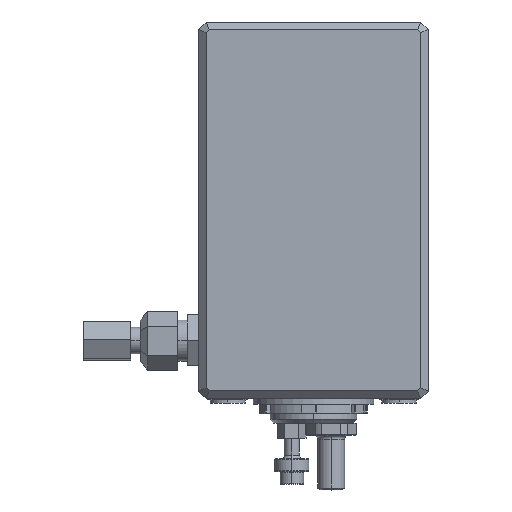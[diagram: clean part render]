
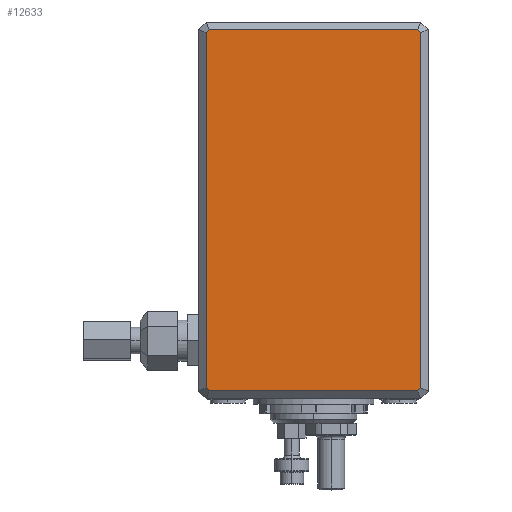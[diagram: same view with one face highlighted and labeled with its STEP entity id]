
A CAD part, top view. The second image highlights one B-rep face of the part: STEP entity #12633.
In plain terms, the highlighted planar face has unit normal (0, 0, 1).
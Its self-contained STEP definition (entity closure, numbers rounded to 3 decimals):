
#1377 = LINE ( 'NONE', #2398, #1379 ) ;
#1379 = VECTOR ( 'NONE', #2395, 1000. ) ;
#1417 = LINE ( 'NONE', #2472, #1420 ) ;
#1420 = VECTOR ( 'NONE', #2473, 1000. ) ;
#1445 = LINE ( 'NONE', #2499, #1447 ) ;
#1447 = VECTOR ( 'NONE', #2500, 1000. ) ;
#1448 = LINE ( 'NONE', #2513, #1451 ) ;
#1451 = VECTOR ( 'NONE', #2514, 1000. ) ;
#1471 = LINE ( 'NONE', #2526, #1473 ) ;
#1472 = LINE ( 'NONE', #2541, #1475 ) ;
#1473 = VECTOR ( 'NONE', #2521, 1000. ) ;
#1475 = VECTOR ( 'NONE', #2542, 1000. ) ;
#1476 = LINE ( 'NONE', #2536, #1478 ) ;
#1478 = VECTOR ( 'NONE', #2537, 1000. ) ;
#1784 = LINE ( 'NONE', #2940, #1789 ) ;
#1789 = VECTOR ( 'NONE', #2942, 1000. ) ;
#2395 = DIRECTION ( 'NONE',  ( 0., 1., 0. ) ) ;
#2398 = CARTESIAN_POINT ( 'NONE',  ( 57., 0., 86.5 ) ) ;
#2472 = CARTESIAN_POINT ( 'NONE',  ( 75.672, 75.672, 86.5 ) ) ;
#2473 = DIRECTION ( 'NONE',  ( -0.707, 0.707, 0. ) ) ;
#2499 = CARTESIAN_POINT ( 'NONE',  ( 75.672, -75.672, 86.5 ) ) ;
#2500 = DIRECTION ( 'NONE',  ( 0.707, 0.707, 0. ) ) ;
#2513 = CARTESIAN_POINT ( 'NONE',  ( 0., -96., 86.5 ) ) ;
#2514 = DIRECTION ( 'NONE',  ( 1., 0., 0. ) ) ;
#2521 = DIRECTION ( 'NONE',  ( 0.707, -0.707, 0. ) ) ;
#2526 = CARTESIAN_POINT ( 'NONE',  ( -75.672, -75.672, 86.5 ) ) ;
#2536 = CARTESIAN_POINT ( 'NONE',  ( -57., 0., 86.5 ) ) ;
#2537 = DIRECTION ( 'NONE',  ( 0., -1., 0. ) ) ;
#2541 = CARTESIAN_POINT ( 'NONE',  ( -75.672, 75.672, 86.5 ) ) ;
#2542 = DIRECTION ( 'NONE',  ( -0.707, -0.707, 0. ) ) ;
#2940 = CARTESIAN_POINT ( 'NONE',  ( 0., 96., 86.5 ) ) ;
#2942 = DIRECTION ( 'NONE',  ( -1., 0., 0. ) ) ;
#3119 = CARTESIAN_POINT ( 'NONE',  ( -55.343, 96., 86.5 ) ) ;
#3129 = CARTESIAN_POINT ( 'NONE',  ( 55.343, 96., 86.5 ) ) ;
#3233 = CARTESIAN_POINT ( 'NONE',  ( 55.343, -96., 86.5 ) ) ;
#3234 = CARTESIAN_POINT ( 'NONE',  ( -57., -94.343, 86.5 ) ) ;
#3239 = CARTESIAN_POINT ( 'NONE',  ( 57., 94.343, 86.5 ) ) ;
#3243 = CARTESIAN_POINT ( 'NONE',  ( -57., 94.343, 86.5 ) ) ;
#3244 = CARTESIAN_POINT ( 'NONE',  ( -55.343, -96., 86.5 ) ) ;
#3245 = CARTESIAN_POINT ( 'NONE',  ( 57., -94.343, 86.5 ) ) ;
#7797 = FACE_OUTER_BOUND ( 'NONE', #11065, .T. ) ;
#8316 = AXIS2_PLACEMENT_3D ( 'NONE', #8564, #8569, #8570 ) ;
#8562 = PLANE ( 'NONE',  #8316 ) ;
#8564 = CARTESIAN_POINT ( 'NONE',  ( 0., 0., 86.5 ) ) ;
#8569 = DIRECTION ( 'NONE',  ( 0., 0., -1. ) ) ;
#8570 = DIRECTION ( 'NONE',  ( -1., 0., 0. ) ) ;
#10112 = EDGE_CURVE ( 'NONE', #11551, #11552, #1377, .T. ) ;
#10144 = EDGE_CURVE ( 'NONE', #11552, #10805, #1417, .T. ) ;
#10166 = EDGE_CURVE ( 'NONE', #11550, #11551, #1445, .T. ) ;
#10169 = EDGE_CURVE ( 'NONE', #11549, #11550, #1448, .T. ) ;
#10181 = EDGE_CURVE ( 'NONE', #11548, #11549, #1471, .T. ) ;
#10182 = EDGE_CURVE ( 'NONE', #10795, #11547, #1472, .T. ) ;
#10184 = EDGE_CURVE ( 'NONE', #11547, #11548, #1476, .T. ) ;
#10362 = EDGE_CURVE ( 'NONE', #10805, #10795, #1784, .T. ) ;
#10795 = VERTEX_POINT ( 'NONE', #3119 ) ;
#10805 = VERTEX_POINT ( 'NONE', #3129 ) ;
#11065 = EDGE_LOOP ( 'NONE', ( #14246, #14253, #14259, #14260, #14242, #14262, #14238, #14225 ) ) ;
#11547 = VERTEX_POINT ( 'NONE', #3243 ) ;
#11548 = VERTEX_POINT ( 'NONE', #3234 ) ;
#11549 = VERTEX_POINT ( 'NONE', #3244 ) ;
#11550 = VERTEX_POINT ( 'NONE', #3233 ) ;
#11551 = VERTEX_POINT ( 'NONE', #3245 ) ;
#11552 = VERTEX_POINT ( 'NONE', #3239 ) ;
#12633 = ADVANCED_FACE ( 'NONE', ( #7797 ), #8562, .F. ) ;
#14225 = ORIENTED_EDGE ( 'NONE', *, *, #10144, .T. ) ;
#14238 = ORIENTED_EDGE ( 'NONE', *, *, #10112, .T. ) ;
#14242 = ORIENTED_EDGE ( 'NONE', *, *, #10169, .T. ) ;
#14246 = ORIENTED_EDGE ( 'NONE', *, *, #10362, .T. ) ;
#14253 = ORIENTED_EDGE ( 'NONE', *, *, #10182, .T. ) ;
#14259 = ORIENTED_EDGE ( 'NONE', *, *, #10184, .T. ) ;
#14260 = ORIENTED_EDGE ( 'NONE', *, *, #10181, .T. ) ;
#14262 = ORIENTED_EDGE ( 'NONE', *, *, #10166, .T. ) ;
